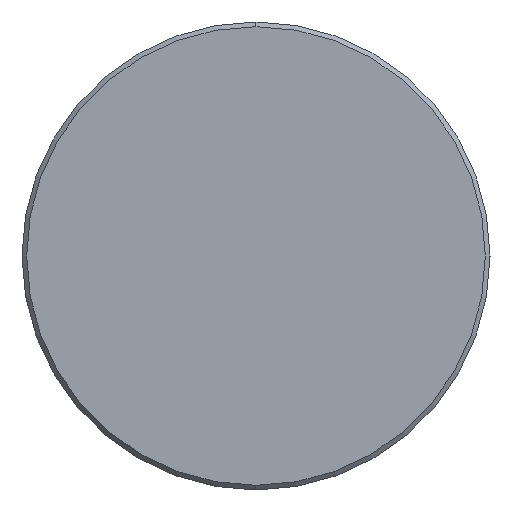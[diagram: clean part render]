
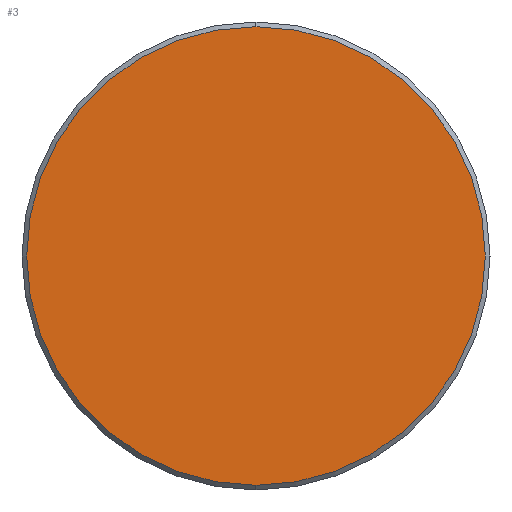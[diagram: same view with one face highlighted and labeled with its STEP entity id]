
A CAD part, left-side view. The second image highlights one B-rep face of the part: STEP entity #3.
In plain terms, the highlighted planar face has unit normal (-1, 0, 0).
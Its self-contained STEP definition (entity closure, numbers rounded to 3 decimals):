
#3 = ADVANCED_FACE ( 'NONE', ( #342 ), #480, .F. ) ;
#22 = AXIS2_PLACEMENT_3D ( 'NONE', #329, #369, #473 ) ;
#33 = VERTEX_POINT ( 'NONE', #121 ) ;
#34 = CIRCLE ( 'NONE', #48, 14.7 ) ;
#36 = CARTESIAN_POINT ( 'NONE',  ( 0., 0., 0. ) ) ;
#48 = AXIS2_PLACEMENT_3D ( 'NONE', #36, #170, #242 ) ;
#121 = CARTESIAN_POINT ( 'NONE',  ( 0., 0., 14.7 ) ) ;
#170 = DIRECTION ( 'NONE',  ( -1., 0., 0. ) ) ;
#217 = ORIENTED_EDGE ( 'NONE', *, *, #325, .T. ) ;
#218 = EDGE_LOOP ( 'NONE', ( #217, #243 ) ) ;
#242 = DIRECTION ( 'NONE',  ( 0., 0., 1. ) ) ;
#243 = ORIENTED_EDGE ( 'NONE', *, *, #385, .T. ) ;
#246 = CARTESIAN_POINT ( 'NONE',  ( 0., 0., 0. ) ) ;
#293 = DIRECTION ( 'NONE',  ( 1., 0., 0. ) ) ;
#325 = EDGE_CURVE ( 'NONE', #377, #33, #394, .T. ) ;
#329 = CARTESIAN_POINT ( 'NONE',  ( 0., 0., 0. ) ) ;
#342 = FACE_OUTER_BOUND ( 'NONE', #218, .T. ) ;
#365 = CARTESIAN_POINT ( 'NONE',  ( 0., 0., -14.7 ) ) ;
#369 = DIRECTION ( 'NONE',  ( -1., 0., 0. ) ) ;
#377 = VERTEX_POINT ( 'NONE', #365 ) ;
#385 = EDGE_CURVE ( 'NONE', #33, #377, #34, .T. ) ;
#394 = CIRCLE ( 'NONE', #22, 14.7 ) ;
#473 = DIRECTION ( 'NONE',  ( 0., 0., 1. ) ) ;
#480 = PLANE ( 'NONE',  #485 ) ;
#484 = DIRECTION ( 'NONE',  ( 0., 0., -1. ) ) ;
#485 = AXIS2_PLACEMENT_3D ( 'NONE', #246, #293, #484 ) ;
